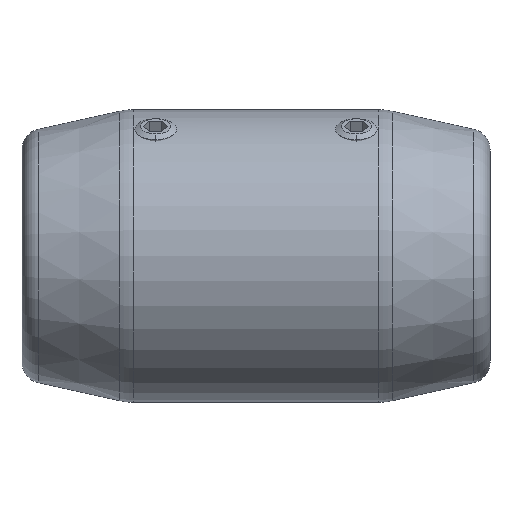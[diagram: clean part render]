
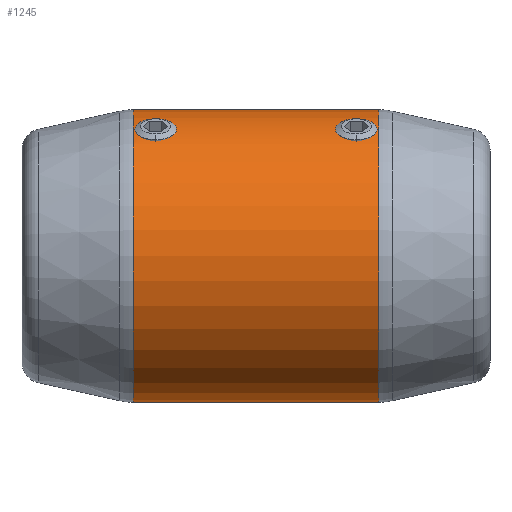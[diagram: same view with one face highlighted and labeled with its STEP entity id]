
A CAD part, top view. The second image highlights one B-rep face of the part: STEP entity #1245.
In plain terms, the highlighted cylindrical face has radius 35 mm (diameter 70 mm), a partial arc.
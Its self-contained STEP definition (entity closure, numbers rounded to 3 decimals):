
#154=DIRECTION('',(-1.,0.,0.));
#155=VECTOR('',#154,58.714);
#156=CARTESIAN_POINT('',(29.357,35.,0.));
#157=LINE('',#156,#155);
#169=DIRECTION('',(-1.,0.,0.));
#170=VECTOR('',#169,58.714);
#171=CARTESIAN_POINT('',(29.357,-35.,0.));
#172=LINE('',#171,#170);
#256=CARTESIAN_POINT('',(29.357,0.,0.));
#257=DIRECTION('',(-1.,0.,0.));
#258=DIRECTION('',(0.,-1.,0.));
#259=AXIS2_PLACEMENT_3D('',#256,#257,#258);
#264=CARTESIAN_POINT('',(-29.357,0.,0.));
#265=DIRECTION('',(-1.,0.,0.));
#266=DIRECTION('',(0.,-1.,0.));
#267=AXIS2_PLACEMENT_3D('',#264,#265,#266);
#272=CARTESIAN_POINT('',(-24.,32.212,13.69));
#273=CARTESIAN_POINT('',(-24.348,32.212,13.69));
#274=CARTESIAN_POINT('',(-25.021,32.179,13.766));
#275=CARTESIAN_POINT('',(-25.992,32.033,14.105));
#276=CARTESIAN_POINT('',(-26.846,31.791,14.645));
#277=CARTESIAN_POINT('',(-27.534,31.458,15.35));
#278=CARTESIAN_POINT('',(-28.014,31.045,16.171));
#279=CARTESIAN_POINT('',(-28.26,30.569,17.055));
#280=CARTESIAN_POINT('',(-28.26,30.054,17.948));
#281=CARTESIAN_POINT('',(-28.013,29.526,18.802));
#282=CARTESIAN_POINT('',(-27.533,29.022,19.57));
#283=CARTESIAN_POINT('',(-26.844,28.578,20.211));
#284=CARTESIAN_POINT('',(-25.991,28.231,20.69));
#285=CARTESIAN_POINT('',(-25.021,28.012,20.985));
#286=CARTESIAN_POINT('',(-24.347,27.962,21.051));
#287=CARTESIAN_POINT('',(-24.,27.962,21.051));
#292=CARTESIAN_POINT('',(-24.,27.962,21.051));
#293=CARTESIAN_POINT('',(-23.653,27.962,21.051));
#294=CARTESIAN_POINT('',(-22.979,28.012,20.985));
#295=CARTESIAN_POINT('',(-22.009,28.231,20.69));
#296=CARTESIAN_POINT('',(-21.156,28.578,20.211));
#297=CARTESIAN_POINT('',(-20.467,29.022,19.57));
#298=CARTESIAN_POINT('',(-19.987,29.526,18.802));
#299=CARTESIAN_POINT('',(-19.74,30.054,17.948));
#300=CARTESIAN_POINT('',(-19.74,30.569,17.055));
#301=CARTESIAN_POINT('',(-19.986,31.045,16.171));
#302=CARTESIAN_POINT('',(-20.466,31.458,15.35));
#303=CARTESIAN_POINT('',(-21.154,31.791,14.645));
#304=CARTESIAN_POINT('',(-22.008,32.033,14.105));
#305=CARTESIAN_POINT('',(-22.979,32.179,13.766));
#306=CARTESIAN_POINT('',(-23.652,32.212,13.69));
#307=CARTESIAN_POINT('',(-24.,32.212,13.69));
#312=CARTESIAN_POINT('',(24.,32.212,13.69));
#313=CARTESIAN_POINT('',(23.652,32.212,13.69));
#314=CARTESIAN_POINT('',(22.979,32.179,13.766));
#315=CARTESIAN_POINT('',(22.008,32.033,14.105));
#316=CARTESIAN_POINT('',(21.154,31.791,14.645));
#317=CARTESIAN_POINT('',(20.466,31.458,15.35));
#318=CARTESIAN_POINT('',(19.986,31.045,16.171));
#319=CARTESIAN_POINT('',(19.74,30.569,17.055));
#320=CARTESIAN_POINT('',(19.74,30.054,17.948));
#321=CARTESIAN_POINT('',(19.987,29.526,18.802));
#322=CARTESIAN_POINT('',(20.467,29.022,19.57));
#323=CARTESIAN_POINT('',(21.156,28.578,20.211));
#324=CARTESIAN_POINT('',(22.009,28.231,20.69));
#325=CARTESIAN_POINT('',(22.979,28.012,20.985));
#326=CARTESIAN_POINT('',(23.653,27.962,21.051));
#327=CARTESIAN_POINT('',(24.,27.962,21.051));
#332=CARTESIAN_POINT('',(24.,27.962,21.051));
#333=CARTESIAN_POINT('',(24.347,27.962,21.051));
#334=CARTESIAN_POINT('',(25.021,28.012,20.985));
#335=CARTESIAN_POINT('',(25.991,28.231,20.69));
#336=CARTESIAN_POINT('',(26.844,28.578,20.211));
#337=CARTESIAN_POINT('',(27.533,29.022,19.57));
#338=CARTESIAN_POINT('',(28.013,29.526,18.802));
#339=CARTESIAN_POINT('',(28.26,30.054,17.948));
#340=CARTESIAN_POINT('',(28.26,30.569,17.055));
#341=CARTESIAN_POINT('',(28.014,31.045,16.171));
#342=CARTESIAN_POINT('',(27.534,31.458,15.35));
#343=CARTESIAN_POINT('',(26.846,31.791,14.645));
#344=CARTESIAN_POINT('',(25.992,32.033,14.105));
#345=CARTESIAN_POINT('',(25.021,32.179,13.766));
#346=CARTESIAN_POINT('',(24.348,32.212,13.69));
#347=CARTESIAN_POINT('',(24.,32.212,13.69));
#1008=CARTESIAN_POINT('',(29.357,-35.,0.));
#1009=CARTESIAN_POINT('',(29.357,35.,0.));
#1010=VERTEX_POINT('',#1008);
#1011=VERTEX_POINT('',#1009);
#1020=CARTESIAN_POINT('',(-29.357,-35.,0.));
#1021=CARTESIAN_POINT('',(-29.357,35.,0.));
#1022=VERTEX_POINT('',#1020);
#1023=VERTEX_POINT('',#1021);
#1040=VERTEX_POINT('',#272);
#1041=VERTEX_POINT('',#287);
#1052=VERTEX_POINT('',#312);
#1053=VERTEX_POINT('',#327);
#1220=CARTESIAN_POINT('',(-61.6,0.,0.));
#1221=DIRECTION('',(1.,0.,0.));
#1222=DIRECTION('',(0.,-1.,0.));
#1223=AXIS2_PLACEMENT_3D('',#1220,#1221,#1222);
#1224=CYLINDRICAL_SURFACE('',#1223,35.);
#1226=ORIENTED_EDGE('',*,*,#1225,.F.);
#1227=ORIENTED_EDGE('',*,*,#1203,.T.);
#1229=ORIENTED_EDGE('',*,*,#1228,.T.);
#1230=ORIENTED_EDGE('',*,*,#1199,.F.);
#1231=EDGE_LOOP('',(#1226,#1227,#1229,#1230));
#1232=FACE_OUTER_BOUND('',#1231,.F.);
#1234=ORIENTED_EDGE('',*,*,#1233,.T.);
#1236=ORIENTED_EDGE('',*,*,#1235,.T.);
#1237=EDGE_LOOP('',(#1234,#1236));
#1238=FACE_BOUND('',#1237,.F.);
#1240=ORIENTED_EDGE('',*,*,#1239,.T.);
#1242=ORIENTED_EDGE('',*,*,#1241,.T.);
#1243=EDGE_LOOP('',(#1240,#1242));
#1244=FACE_BOUND('',#1243,.F.);
#1245=ADVANCED_FACE('',(#1232,#1238,#1244),#1224,.T.);
#260=CIRCLE('',#259,35.);
#268=CIRCLE('',#267,35.);
#288=B_SPLINE_CURVE_WITH_KNOTS('',3,(#272,#273,#274,#275,#276,#277,#278,#279,
#280,#281,#282,#283,#284,#285,#286,#287),.UNSPECIFIED.,.F.,.F.,(4,1,1,1,1,1,1,1,
1,1,1,1,1,4),(0.,0.077,0.154,0.231,
0.308,0.385,0.462,0.538,
0.615,0.692,0.769,0.846,
0.923,1.),.UNSPECIFIED.);
#308=B_SPLINE_CURVE_WITH_KNOTS('',3,(#292,#293,#294,#295,#296,#297,#298,#299,
#300,#301,#302,#303,#304,#305,#306,#307),.UNSPECIFIED.,.F.,.F.,(4,1,1,1,1,1,1,1,
1,1,1,1,1,4),(0.,0.077,0.154,0.231,
0.308,0.385,0.462,0.538,
0.615,0.692,0.769,0.846,
0.923,1.),.UNSPECIFIED.);
#328=B_SPLINE_CURVE_WITH_KNOTS('',3,(#312,#313,#314,#315,#316,#317,#318,#319,
#320,#321,#322,#323,#324,#325,#326,#327),.UNSPECIFIED.,.F.,.F.,(4,1,1,1,1,1,1,1,
1,1,1,1,1,4),(0.,0.077,0.154,0.231,
0.308,0.385,0.462,0.538,
0.615,0.692,0.769,0.846,
0.923,1.),.UNSPECIFIED.);
#348=B_SPLINE_CURVE_WITH_KNOTS('',3,(#332,#333,#334,#335,#336,#337,#338,#339,
#340,#341,#342,#343,#344,#345,#346,#347),.UNSPECIFIED.,.F.,.F.,(4,1,1,1,1,1,1,1,
1,1,1,1,1,4),(0.,0.077,0.154,0.231,
0.308,0.385,0.462,0.538,
0.615,0.692,0.769,0.846,
0.923,1.),.UNSPECIFIED.);
#1199=EDGE_CURVE('',#1011,#1023,#157,.T.);
#1203=EDGE_CURVE('',#1010,#1022,#172,.T.);
#1225=EDGE_CURVE('',#1010,#1011,#260,.T.);
#1228=EDGE_CURVE('',#1022,#1023,#268,.T.);
#1233=EDGE_CURVE('',#1040,#1041,#288,.T.);
#1235=EDGE_CURVE('',#1041,#1040,#308,.T.);
#1239=EDGE_CURVE('',#1052,#1053,#328,.T.);
#1241=EDGE_CURVE('',#1053,#1052,#348,.T.);
